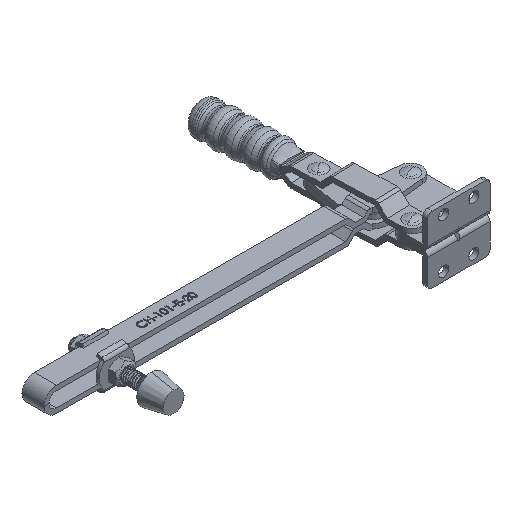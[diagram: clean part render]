
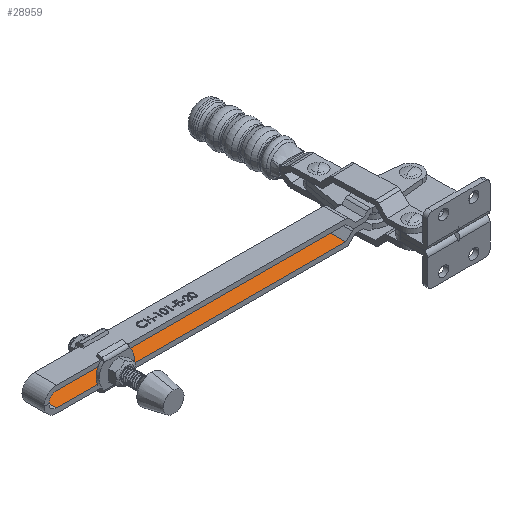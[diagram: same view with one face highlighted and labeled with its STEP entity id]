
A CAD part, isometric view. The second image highlights one B-rep face of the part: STEP entity #28959.
In plain terms, the highlighted face is planar.
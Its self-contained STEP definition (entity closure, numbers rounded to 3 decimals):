
#774 = ORIENTED_EDGE ( 'NONE', *, *, #33344, .F. ) ;
#3234 = CARTESIAN_POINT ( 'NONE',  ( -54.678, 10.708, 3. ) ) ;
#3622 = CARTESIAN_POINT ( 'NONE',  ( -54.678, 10.708, 20. ) ) ;
#4005 = ORIENTED_EDGE ( 'NONE', *, *, #4511, .F. ) ;
#4511 = EDGE_CURVE ( 'NONE', #21833, #12105, #17485, .T. ) ;
#5692 = PLANE ( 'NONE',  #34770 ) ;
#6571 = LINE ( 'NONE', #22760, #14952 ) ;
#7848 = ORIENTED_EDGE ( 'NONE', *, *, #33495, .F. ) ;
#8516 = VERTEX_POINT ( 'NONE', #19914 ) ;
#8533 = DIRECTION ( 'NONE',  ( 0., 1., 0. ) ) ;
#9095 = VECTOR ( 'NONE', #11688, 1000. ) ;
#10020 = FACE_OUTER_BOUND ( 'NONE', #21228, .T. ) ;
#10375 = CARTESIAN_POINT ( 'NONE',  ( -236.681, 10.708, 3. ) ) ;
#10413 = LINE ( 'NONE', #15332, #31870 ) ;
#10521 = LINE ( 'NONE', #3622, #32823 ) ;
#11688 = DIRECTION ( 'NONE',  ( -1., 0., 0. ) ) ;
#12105 = VERTEX_POINT ( 'NONE', #10375 ) ;
#14952 = VECTOR ( 'NONE', #25552, 1000. ) ;
#15332 = CARTESIAN_POINT ( 'NONE',  ( -236.681, 10.708, 20. ) ) ;
#17485 = LINE ( 'NONE', #3234, #9095 ) ;
#17797 = VERTEX_POINT ( 'NONE', #24084 ) ;
#19914 = CARTESIAN_POINT ( 'NONE',  ( -236.681, 10.708, 17. ) ) ;
#19995 = EDGE_CURVE ( 'NONE', #8516, #12105, #10413, .T. ) ;
#21228 = EDGE_LOOP ( 'NONE', ( #7848, #774, #30518, #4005 ) ) ;
#21833 = VERTEX_POINT ( 'NONE', #34642 ) ;
#22760 = CARTESIAN_POINT ( 'NONE',  ( -54.678, 10.708, 17. ) ) ;
#23253 = DIRECTION ( 'NONE',  ( 0., 0., -1. ) ) ;
#24084 = CARTESIAN_POINT ( 'NONE',  ( -54.678, 10.708, 17. ) ) ;
#25327 = CARTESIAN_POINT ( 'NONE',  ( -54.678, 10.708, 20. ) ) ;
#25552 = DIRECTION ( 'NONE',  ( 1., 0., 0. ) ) ;
#28135 = DIRECTION ( 'NONE',  ( 1., 0., 0. ) ) ;
#28959 = ADVANCED_FACE ( 'NONE', ( #10020 ), #5692, .F. ) ;
#30518 = ORIENTED_EDGE ( 'NONE', *, *, #19995, .T. ) ;
#31870 = VECTOR ( 'NONE', #34875, 1000. ) ;
#32823 = VECTOR ( 'NONE', #23253, 1000. ) ;
#33344 = EDGE_CURVE ( 'NONE', #8516, #17797, #6571, .T. ) ;
#33495 = EDGE_CURVE ( 'NONE', #17797, #21833, #10521, .T. ) ;
#34642 = CARTESIAN_POINT ( 'NONE',  ( -54.678, 10.708, 3. ) ) ;
#34770 = AXIS2_PLACEMENT_3D ( 'NONE', #25327, #8533, #28135 ) ;
#34875 = DIRECTION ( 'NONE',  ( 0., 0., -1. ) ) ;
